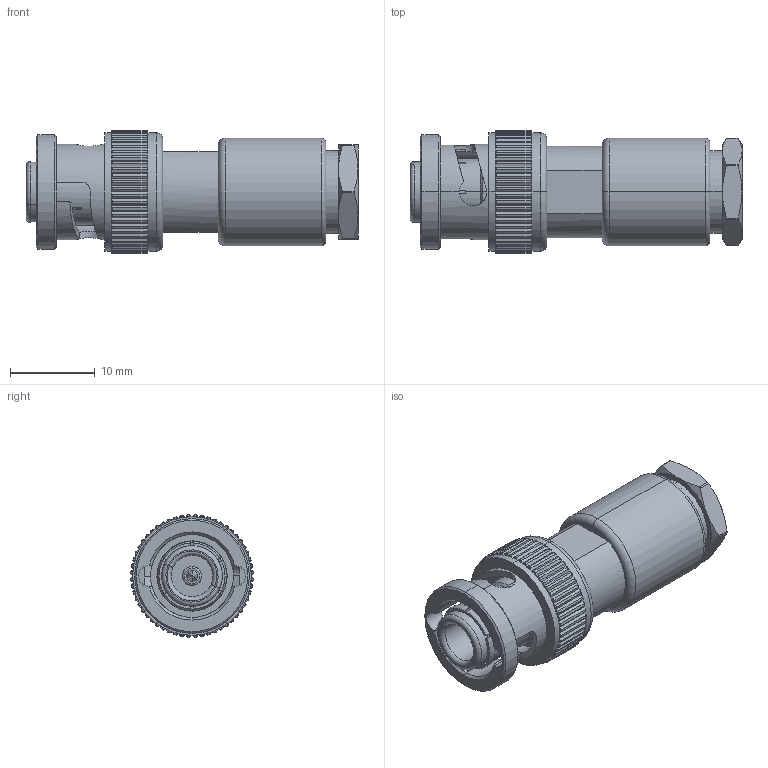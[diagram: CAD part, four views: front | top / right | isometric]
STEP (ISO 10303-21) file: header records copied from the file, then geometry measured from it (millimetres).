
FILE_DESCRIPTION (( 'STEP AP203' ), '1' );
FILE_NAME ('MHV-P-5-CLAMP_B.STEP', '2025-03-12T05:54:35', ( '' ), ( '' ), 'SwSTEP 2.0', 'SolidWorks 2022', '' );
FILE_SCHEMA (( 'CONFIG_CONTROL_DESIGN' ));
Length unit declared in the file: millimetre
Products named in the file (1): MHV-P-5-CLAMP_B
Bounding box: 39.2 x 14.44 x 14.44 mm (x, y, z)
Volume: 3972.8 mm3; surface area: 2950.2 mm2
Topology: 1 solids, 3 shells, 573 faces, 1395 edges, 837 vertices
Faces by surface type: plane 287, torus 138, cylinder 113, cone 29, bspline 6
Entity records: 19148 total; most frequent: CARTESIAN_POINT 5945, ORIENTED_EDGE 2786, DIRECTION 2751, EDGE_CURVE 1393, AXIS2_PLACEMENT_3D 1103, VERTEX_POINT 837, EDGE_LOOP 590, ADVANCED_FACE 573
